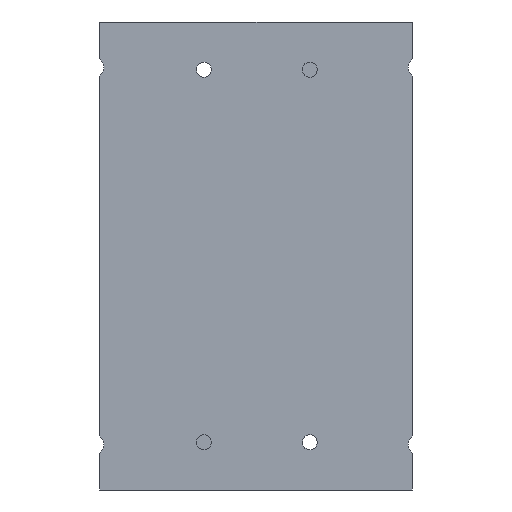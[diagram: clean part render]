
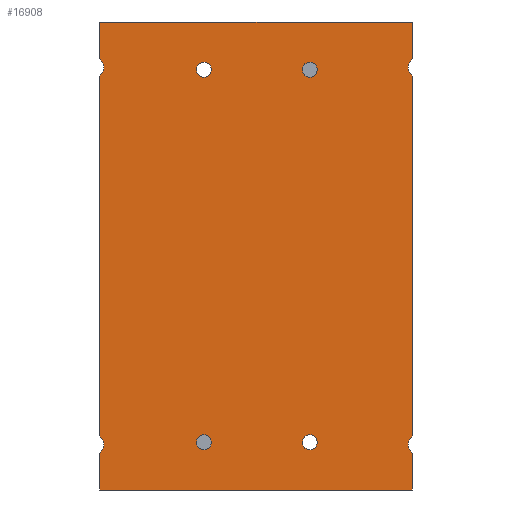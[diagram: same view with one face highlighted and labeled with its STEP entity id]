
A CAD part, front view. The second image highlights one B-rep face of the part: STEP entity #16908.
In plain terms, the highlighted planar face has unit normal (0, -1, 0).
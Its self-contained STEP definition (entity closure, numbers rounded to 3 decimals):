
#1870=DIRECTION('',(0.,0.,1.));
#1871=VECTOR('',#1870,120.755);
#1872=CARTESIAN_POINT('',(52.5,0.,-60.378));
#1873=LINE('',#1872,#1871);
#2128=DIRECTION('',(1.,0.,0.));
#2129=VECTOR('',#2128,105.);
#2130=CARTESIAN_POINT('',(-52.5,0.,-78.5));
#2131=LINE('',#2130,#2129);
#2844=DIRECTION('',(0.,0.,-1.));
#2845=VECTOR('',#2844,120.755);
#2846=CARTESIAN_POINT('',(-52.5,0.,60.378));
#2847=LINE('',#2846,#2845);
#2856=CARTESIAN_POINT('',(54.5,0.,-63.25));
#2857=DIRECTION('',(0.,-1.,0.));
#2858=DIRECTION('',(-0.571,0.,0.821));
#2859=AXIS2_PLACEMENT_3D('',#2856,#2857,#2858);
#2861=CARTESIAN_POINT('',(54.5,0.,-63.25));
#2862=DIRECTION('',(0.,-1.,0.));
#2863=DIRECTION('',(-1.,0.,0.));
#2864=AXIS2_PLACEMENT_3D('',#2861,#2862,#2863);
#2866=CARTESIAN_POINT('',(-54.5,0.,-63.25));
#2867=DIRECTION('',(0.,-1.,0.));
#2868=DIRECTION('',(0.571,0.,-0.821));
#2869=AXIS2_PLACEMENT_3D('',#2866,#2867,#2868);
#2871=CARTESIAN_POINT('',(-54.5,0.,-63.25));
#2872=DIRECTION('',(0.,-1.,0.));
#2873=DIRECTION('',(1.,0.,0.));
#2874=AXIS2_PLACEMENT_3D('',#2871,#2872,#2873);
#2876=CARTESIAN_POINT('',(-54.5,0.,63.25));
#2877=DIRECTION('',(0.,-1.,0.));
#2878=DIRECTION('',(0.571,0.,-0.821));
#2879=AXIS2_PLACEMENT_3D('',#2876,#2877,#2878);
#2881=CARTESIAN_POINT('',(-54.5,0.,63.25));
#2882=DIRECTION('',(0.,-1.,0.));
#2883=DIRECTION('',(1.,0.,0.));
#2884=AXIS2_PLACEMENT_3D('',#2881,#2882,#2883);
#2886=CARTESIAN_POINT('',(54.5,0.,63.25));
#2887=DIRECTION('',(0.,-1.,0.));
#2888=DIRECTION('',(-0.571,0.,0.821));
#2889=AXIS2_PLACEMENT_3D('',#2886,#2887,#2888);
#2891=CARTESIAN_POINT('',(54.5,0.,63.25));
#2892=DIRECTION('',(0.,-1.,0.));
#2893=DIRECTION('',(-1.,0.,0.));
#2894=AXIS2_PLACEMENT_3D('',#2891,#2892,#2893);
#2896=CARTESIAN_POINT('',(18.032,0.,-62.5));
#2897=DIRECTION('',(0.,-1.,0.));
#2898=DIRECTION('',(-1.,0.,0.));
#2899=AXIS2_PLACEMENT_3D('',#2896,#2897,#2898);
#2901=CARTESIAN_POINT('',(18.032,0.,-62.5));
#2902=DIRECTION('',(0.,-1.,0.));
#2903=DIRECTION('',(1.,0.,0.));
#2904=AXIS2_PLACEMENT_3D('',#2901,#2902,#2903);
#2906=CARTESIAN_POINT('',(-17.5,0.,-62.5));
#2907=DIRECTION('',(0.,-1.,0.));
#2908=DIRECTION('',(1.,0.,0.));
#2909=AXIS2_PLACEMENT_3D('',#2906,#2907,#2908);
#2911=CARTESIAN_POINT('',(-17.5,0.,-62.5));
#2912=DIRECTION('',(0.,-1.,0.));
#2913=DIRECTION('',(-1.,0.,0.));
#2914=AXIS2_PLACEMENT_3D('',#2911,#2912,#2913);
#2916=CARTESIAN_POINT('',(18.032,0.,62.5));
#2917=DIRECTION('',(0.,-1.,0.));
#2918=DIRECTION('',(1.,0.,0.));
#2919=AXIS2_PLACEMENT_3D('',#2916,#2917,#2918);
#2921=CARTESIAN_POINT('',(18.032,0.,62.5));
#2922=DIRECTION('',(0.,-1.,0.));
#2923=DIRECTION('',(-1.,0.,0.));
#2924=AXIS2_PLACEMENT_3D('',#2921,#2922,#2923);
#2926=CARTESIAN_POINT('',(-17.5,0.,62.5));
#2927=DIRECTION('',(0.,-1.,0.));
#2928=DIRECTION('',(-1.,0.,0.));
#2929=AXIS2_PLACEMENT_3D('',#2926,#2927,#2928);
#2931=CARTESIAN_POINT('',(-17.5,0.,62.5));
#2932=DIRECTION('',(0.,-1.,0.));
#2933=DIRECTION('',(1.,0.,0.));
#2934=AXIS2_PLACEMENT_3D('',#2931,#2932,#2933);
#2940=DIRECTION('',(0.,0.,1.));
#2941=VECTOR('',#2940,12.378);
#2942=CARTESIAN_POINT('',(52.5,0.,-78.5));
#2943=LINE('',#2942,#2941);
#2944=DIRECTION('',(0.,0.,-1.));
#2945=VECTOR('',#2944,12.378);
#2946=CARTESIAN_POINT('',(-52.5,0.,-66.122));
#2947=LINE('',#2946,#2945);
#3479=DIRECTION('',(0.,0.,1.));
#3480=VECTOR('',#3479,12.378);
#3481=CARTESIAN_POINT('',(52.5,0.,66.122));
#3482=LINE('',#3481,#3480);
#3619=DIRECTION('',(-1.,0.,0.));
#3620=VECTOR('',#3619,105.);
#3621=CARTESIAN_POINT('',(52.5,0.,78.5));
#3622=LINE('',#3621,#3620);
#5390=DIRECTION('',(0.,0.,-1.));
#5391=VECTOR('',#5390,12.378);
#5392=CARTESIAN_POINT('',(-52.5,0.,78.5));
#5393=LINE('',#5392,#5391);
#9751=CARTESIAN_POINT('',(-52.5,0.,-78.5));
#9752=VERTEX_POINT('',#9751);
#9753=CARTESIAN_POINT('',(52.5,0.,-78.5));
#9754=VERTEX_POINT('',#9753);
#10107=CARTESIAN_POINT('',(52.5,0.,-60.378));
#10108=VERTEX_POINT('',#10107);
#10109=CARTESIAN_POINT('',(52.5,0.,60.378));
#10110=VERTEX_POINT('',#10109);
#10125=CARTESIAN_POINT('',(52.5,0.,-66.122));
#10126=VERTEX_POINT('',#10125);
#10127=CARTESIAN_POINT('',(51.,0.,-63.25));
#10128=VERTEX_POINT('',#10127);
#10129=CARTESIAN_POINT('',(-52.5,0.,-66.122));
#10130=VERTEX_POINT('',#10129);
#10131=CARTESIAN_POINT('',(-51.,0.,-63.25));
#10132=VERTEX_POINT('',#10131);
#10133=CARTESIAN_POINT('',(-52.5,0.,-60.378));
#10134=VERTEX_POINT('',#10133);
#10135=CARTESIAN_POINT('',(-52.5,0.,60.378));
#10136=VERTEX_POINT('',#10135);
#10137=CARTESIAN_POINT('',(-51.,0.,63.25));
#10138=VERTEX_POINT('',#10137);
#10139=CARTESIAN_POINT('',(-52.5,0.,66.122));
#10140=VERTEX_POINT('',#10139);
#10141=CARTESIAN_POINT('',(-52.5,0.,78.5));
#10142=VERTEX_POINT('',#10141);
#10143=CARTESIAN_POINT('',(52.5,0.,78.5));
#10144=VERTEX_POINT('',#10143);
#10145=CARTESIAN_POINT('',(52.5,0.,66.122));
#10146=VERTEX_POINT('',#10145);
#10147=CARTESIAN_POINT('',(51.,0.,63.25));
#10148=VERTEX_POINT('',#10147);
#10149=CARTESIAN_POINT('',(15.532,0.,-62.5));
#10150=CARTESIAN_POINT('',(20.532,0.,-62.5));
#10151=VERTEX_POINT('',#10149);
#10152=VERTEX_POINT('',#10150);
#10153=CARTESIAN_POINT('',(-15.,0.,-62.5));
#10154=CARTESIAN_POINT('',(-20.,0.,-62.5));
#10155=VERTEX_POINT('',#10153);
#10156=VERTEX_POINT('',#10154);
#10157=CARTESIAN_POINT('',(20.532,0.,62.5));
#10158=CARTESIAN_POINT('',(15.532,0.,62.5));
#10159=VERTEX_POINT('',#10157);
#10160=VERTEX_POINT('',#10158);
#10161=CARTESIAN_POINT('',(-20.,0.,62.5));
#10162=CARTESIAN_POINT('',(-15.,0.,62.5));
#10163=VERTEX_POINT('',#10161);
#10164=VERTEX_POINT('',#10162);
#16852=CARTESIAN_POINT('',(0.,0.,0.));
#16853=DIRECTION('',(0.,1.,0.));
#16854=DIRECTION('',(1.,0.,0.));
#16855=AXIS2_PLACEMENT_3D('',#16852,#16853,#16854);
#16856=PLANE('',#16855);
#16857=ORIENTED_EDGE('',*,*,#15063,.T.);
#16858=ORIENTED_EDGE('',*,*,#15061,.T.);
#16860=ORIENTED_EDGE('',*,*,#16859,.F.);
#16861=ORIENTED_EDGE('',*,*,#15471,.F.);
#16863=ORIENTED_EDGE('',*,*,#16862,.F.);
#16864=ORIENTED_EDGE('',*,*,#16833,.T.);
#16865=ORIENTED_EDGE('',*,*,#16831,.T.);
#16866=ORIENTED_EDGE('',*,*,#16814,.F.);
#16868=ORIENTED_EDGE('',*,*,#16867,.T.);
#16870=ORIENTED_EDGE('',*,*,#16869,.T.);
#16872=ORIENTED_EDGE('',*,*,#16871,.F.);
#16874=ORIENTED_EDGE('',*,*,#16873,.F.);
#16876=ORIENTED_EDGE('',*,*,#16875,.F.);
#16878=ORIENTED_EDGE('',*,*,#16877,.T.);
#16880=ORIENTED_EDGE('',*,*,#16879,.T.);
#16881=ORIENTED_EDGE('',*,*,#15020,.F.);
#16882=EDGE_LOOP('',(#16857,#16858,#16860,#16861,#16863,#16864,#16865,#16866,
#16868,#16870,#16872,#16874,#16876,#16878,#16880,#16881));
#16883=FACE_OUTER_BOUND('',#16882,.F.);
#16885=ORIENTED_EDGE('',*,*,#16884,.T.);
#16887=ORIENTED_EDGE('',*,*,#16886,.T.);
#16888=EDGE_LOOP('',(#16885,#16887));
#16889=FACE_BOUND('',#16888,.F.);
#16891=ORIENTED_EDGE('',*,*,#16890,.T.);
#16893=ORIENTED_EDGE('',*,*,#16892,.T.);
#16894=EDGE_LOOP('',(#16891,#16893));
#16895=FACE_BOUND('',#16894,.F.);
#16897=ORIENTED_EDGE('',*,*,#16896,.T.);
#16899=ORIENTED_EDGE('',*,*,#16898,.T.);
#16900=EDGE_LOOP('',(#16897,#16899));
#16901=FACE_BOUND('',#16900,.F.);
#16903=ORIENTED_EDGE('',*,*,#16902,.T.);
#16905=ORIENTED_EDGE('',*,*,#16904,.T.);
#16906=EDGE_LOOP('',(#16903,#16905));
#16907=FACE_BOUND('',#16906,.F.);
#2860=CIRCLE('',#2859,3.5);
#2865=CIRCLE('',#2864,3.5);
#2870=CIRCLE('',#2869,3.5);
#2875=CIRCLE('',#2874,3.5);
#2880=CIRCLE('',#2879,3.5);
#2885=CIRCLE('',#2884,3.5);
#2890=CIRCLE('',#2889,3.5);
#2895=CIRCLE('',#2894,3.5);
#2900=CIRCLE('',#2899,2.5);
#2905=CIRCLE('',#2904,2.5);
#2910=CIRCLE('',#2909,2.5);
#2915=CIRCLE('',#2914,2.5);
#2920=CIRCLE('',#2919,2.5);
#2925=CIRCLE('',#2924,2.5);
#2930=CIRCLE('',#2929,2.5);
#2935=CIRCLE('',#2934,2.5);
#15020=EDGE_CURVE('',#10108,#10110,#1873,.T.);
#15061=EDGE_CURVE('',#10128,#10126,#2865,.T.);
#15063=EDGE_CURVE('',#10108,#10128,#2860,.T.);
#15471=EDGE_CURVE('',#9752,#9754,#2131,.T.);
#16814=EDGE_CURVE('',#10136,#10134,#2847,.T.);
#16831=EDGE_CURVE('',#10132,#10134,#2875,.T.);
#16833=EDGE_CURVE('',#10130,#10132,#2870,.T.);
#16859=EDGE_CURVE('',#9754,#10126,#2943,.T.);
#16862=EDGE_CURVE('',#10130,#9752,#2947,.T.);
#16867=EDGE_CURVE('',#10136,#10138,#2880,.T.);
#16869=EDGE_CURVE('',#10138,#10140,#2885,.T.);
#16871=EDGE_CURVE('',#10142,#10140,#5393,.T.);
#16873=EDGE_CURVE('',#10144,#10142,#3622,.T.);
#16875=EDGE_CURVE('',#10146,#10144,#3482,.T.);
#16877=EDGE_CURVE('',#10146,#10148,#2890,.T.);
#16879=EDGE_CURVE('',#10148,#10110,#2895,.T.);
#16884=EDGE_CURVE('',#10151,#10152,#2900,.T.);
#16886=EDGE_CURVE('',#10152,#10151,#2905,.T.);
#16890=EDGE_CURVE('',#10155,#10156,#2910,.T.);
#16892=EDGE_CURVE('',#10156,#10155,#2915,.T.);
#16896=EDGE_CURVE('',#10159,#10160,#2920,.T.);
#16898=EDGE_CURVE('',#10160,#10159,#2925,.T.);
#16902=EDGE_CURVE('',#10163,#10164,#2930,.T.);
#16904=EDGE_CURVE('',#10164,#10163,#2935,.T.);
#16908=ADVANCED_FACE('',(#16883,#16889,#16895,#16901,#16907),#16856,.F.);
